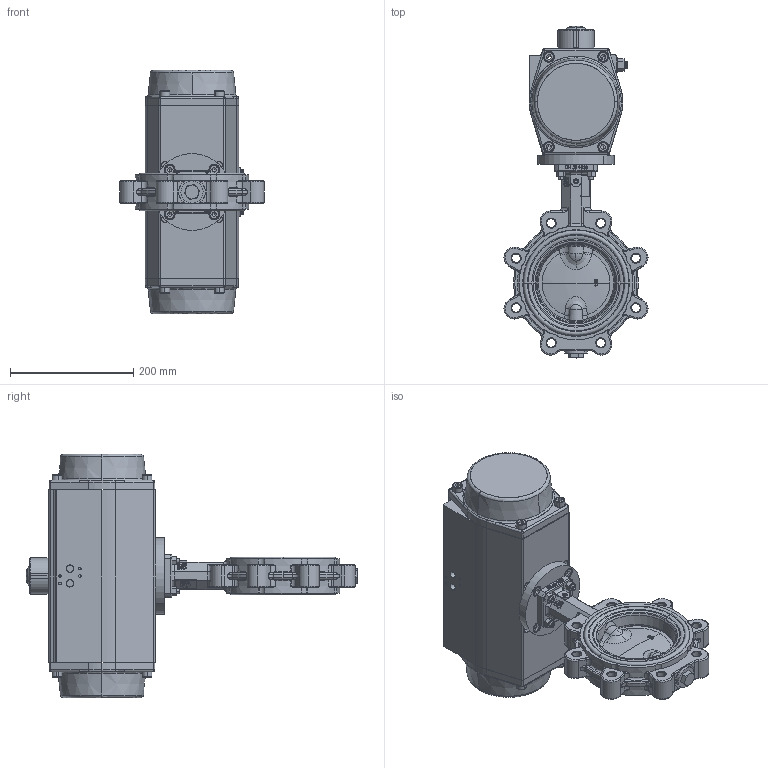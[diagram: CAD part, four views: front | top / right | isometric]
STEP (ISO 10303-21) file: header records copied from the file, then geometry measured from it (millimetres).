
FILE_DESCRIPTION (( 'STEP AP203' ), '1' );
FILE_NAME ('AK02_DN125_pneu.-einfachw..STEP', '2022-11-04T07:47:47', ( '' ), ( '' ), 'SwSTEP 2.0', 'SolidWorks 2021', '' );
FILE_SCHEMA (( 'CONFIG_CONTROL_DESIGN' ));
Products named in the file (1): AK02_DN125_pneu.-einfachw.
Bounding box: 233.56 x 538.19 x 395 mm (x, y, z)
Surface area: 491352.7 mm2 (no closed solid volume)
Topology: 0 solids, 400 shells, 1201 faces, 4436 edges, 3578 vertices
Faces by surface type: cylinder 382, plane 372, torus 168, cone 151, bspline 115, sphere 13
Entity records: 75905 total; most frequent: CARTESIAN_POINT 40205, DIRECTION 7130, ORIENTED_EDGE 6257, EDGE_CURVE 4398, VERTEX_POINT 3577, AXIS2_PLACEMENT_3D 2666, VECTOR 1798, LINE 1798
